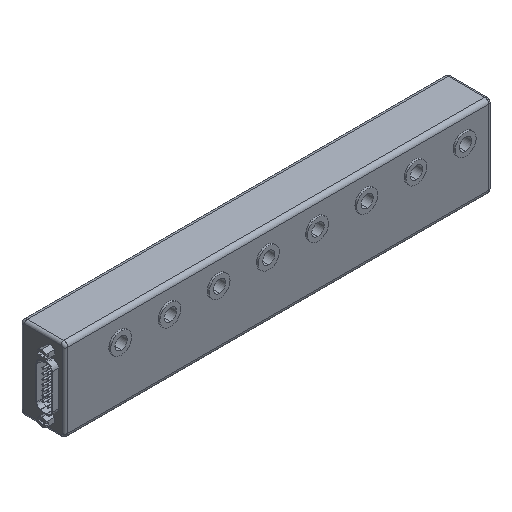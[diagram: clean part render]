
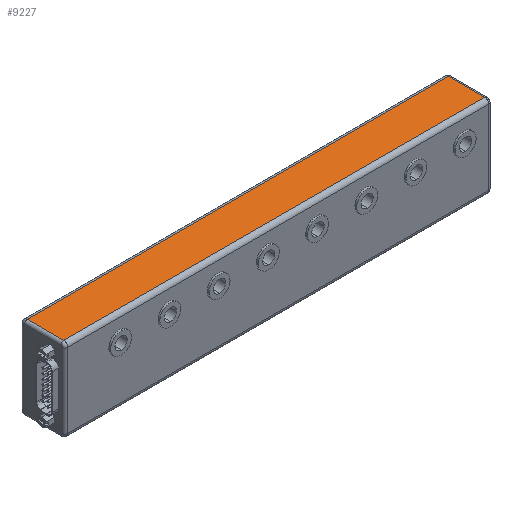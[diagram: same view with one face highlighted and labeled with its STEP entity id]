
A CAD part, isometric view. The second image highlights one B-rep face of the part: STEP entity #9227.
In plain terms, the highlighted planar face has unit normal (0, 0, 1).
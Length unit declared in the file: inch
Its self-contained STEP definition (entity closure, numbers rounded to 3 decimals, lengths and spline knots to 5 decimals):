
#666 = CARTESIAN_POINT ( 'NONE',  ( 0.0625, 0.09, 0. ) ) ;
#1461 = DIRECTION ( 'NONE',  ( 0., -1., 0. ) ) ;
#1546 = VECTOR ( 'NONE', #2734, 39.37008 ) ;
#1566 = CARTESIAN_POINT ( 'NONE',  ( 0.0625, 0.91, 0. ) ) ;
#1928 = ORIENTED_EDGE ( 'NONE', *, *, #4484, .T. ) ;
#2541 = CARTESIAN_POINT ( 'NONE',  ( 0.0625, 0.09, 0. ) ) ;
#2626 = ORIENTED_EDGE ( 'NONE', *, *, #7020, .F. ) ;
#2627 = CARTESIAN_POINT ( 'NONE',  ( 9.4915, 0.91, 0. ) ) ;
#2643 = EDGE_LOOP ( 'NONE', ( #2626, #1928, #7892, #6787 ) ) ;
#2734 = DIRECTION ( 'NONE',  ( -1., 0., 0. ) ) ;
#2937 = EDGE_CURVE ( 'NONE', #9252, #10018, #10308, .T. ) ;
#3162 = PLANE ( 'NONE',  #10012 ) ;
#3753 = LINE ( 'NONE', #6828, #1546 ) ;
#3986 = VECTOR ( 'NONE', #1461, 39.37008 ) ;
#4484 = EDGE_CURVE ( 'NONE', #7138, #6741, #5770, .T. ) ;
#4743 = DIRECTION ( 'NONE',  ( -1., 0., 0. ) ) ;
#4835 = DIRECTION ( 'NONE',  ( 0., 0., -1. ) ) ;
#5596 = DIRECTION ( 'NONE',  ( 0., 1., 0. ) ) ;
#5679 = CARTESIAN_POINT ( 'NONE',  ( 9.4915, 0.09, 0. ) ) ;
#5770 = LINE ( 'NONE', #10554, #6027 ) ;
#6027 = VECTOR ( 'NONE', #5596, 39.37008 ) ;
#6741 = VERTEX_POINT ( 'NONE', #2627 ) ;
#6787 = ORIENTED_EDGE ( 'NONE', *, *, #2937, .T. ) ;
#6828 = CARTESIAN_POINT ( 'NONE',  ( 9.554, 0.91, 0. ) ) ;
#6897 = VECTOR ( 'NONE', #4743, 39.37008 ) ;
#7020 = EDGE_CURVE ( 'NONE', #7138, #10018, #9090, .T. ) ;
#7138 = VERTEX_POINT ( 'NONE', #5679 ) ;
#7892 = ORIENTED_EDGE ( 'NONE', *, *, #8244, .T. ) ;
#8089 = CARTESIAN_POINT ( 'NONE',  ( 9.554, 0.09, 0. ) ) ;
#8244 = EDGE_CURVE ( 'NONE', #6741, #9252, #3753, .T. ) ;
#9090 = LINE ( 'NONE', #10517, #6897 ) ;
#9227 = ADVANCED_FACE ( 'NONE', ( #10199 ), #3162, .F. ) ;
#9252 = VERTEX_POINT ( 'NONE', #1566 ) ;
#10012 = AXIS2_PLACEMENT_3D ( 'NONE', #8089, #4835, #10626 ) ;
#10018 = VERTEX_POINT ( 'NONE', #2541 ) ;
#10199 = FACE_OUTER_BOUND ( 'NONE', #2643, .T. ) ;
#10308 = LINE ( 'NONE', #666, #3986 ) ;
#10517 = CARTESIAN_POINT ( 'NONE',  ( 9.554, 0.09, 0. ) ) ;
#10554 = CARTESIAN_POINT ( 'NONE',  ( 9.4915, 0.91, 0. ) ) ;
#10626 = DIRECTION ( 'NONE',  ( -1., 0., 0. ) ) ;
